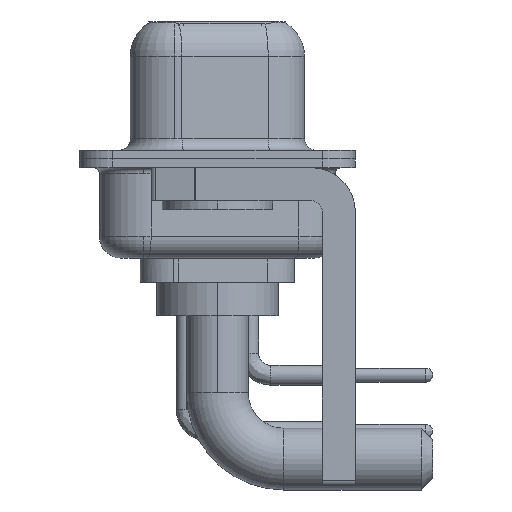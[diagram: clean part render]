
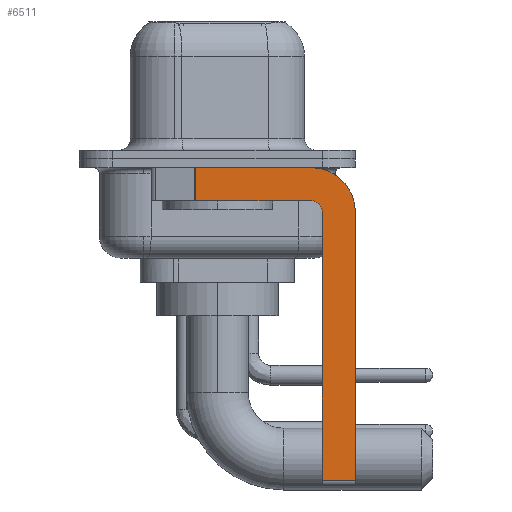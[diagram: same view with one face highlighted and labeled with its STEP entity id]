
A CAD part, left-side view. The second image highlights one B-rep face of the part: STEP entity #6511.
In plain terms, the highlighted planar face has unit normal (-1, 0, 0).
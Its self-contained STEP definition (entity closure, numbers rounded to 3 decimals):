
#10 = CARTESIAN_POINT ( 'NONE',  ( -2.9, -4.25, -2.4 ) ) ;
#206 = EDGE_CURVE ( 'NONE', #5156, #5673, #2996, .T. ) ;
#446 = CARTESIAN_POINT ( 'NONE',  ( -2.9, -4.75, -14.55 ) ) ;
#927 = EDGE_CURVE ( 'NONE', #5156, #6874, #8965, .T. ) ;
#1171 = CARTESIAN_POINT ( 'NONE',  ( -2.9, 0.978, -0.4 ) ) ;
#1342 = PLANE ( 'NONE',  #7470 ) ;
#1395 = DIRECTION ( 'NONE',  ( 0., 1., 0. ) ) ;
#1662 = DIRECTION ( 'NONE',  ( 0., -1., 0. ) ) ;
#1997 = EDGE_CURVE ( 'NONE', #12639, #6874, #6113, .T. ) ;
#2137 = CARTESIAN_POINT ( 'NONE',  ( -2.9, -4.25, -1.9 ) ) ;
#2221 = LINE ( 'NONE', #7603, #6504 ) ;
#2277 = VERTEX_POINT ( 'NONE', #4200 ) ;
#2382 = EDGE_CURVE ( 'NONE', #2277, #12639, #15256, .T. ) ;
#2996 = LINE ( 'NONE', #12679, #3051 ) ;
#3051 = VECTOR ( 'NONE', #1662, 1000. ) ;
#3069 = ORIENTED_EDGE ( 'NONE', *, *, #1997, .F. ) ;
#3642 = DIRECTION ( 'NONE',  ( 0., -1., 0. ) ) ;
#3866 = ORIENTED_EDGE ( 'NONE', *, *, #11989, .F. ) ;
#3946 = DIRECTION ( 'NONE',  ( 0., 0., 1. ) ) ;
#4200 = CARTESIAN_POINT ( 'NONE',  ( -2.9, -4.75, -2.4 ) ) ;
#4589 = ORIENTED_EDGE ( 'NONE', *, *, #9554, .F. ) ;
#4611 = CARTESIAN_POINT ( 'NONE',  ( -2.9, -6.25, -2.4 ) ) ;
#4707 = ORIENTED_EDGE ( 'NONE', *, *, #927, .T. ) ;
#5002 = CARTESIAN_POINT ( 'NONE',  ( -2.9, 0.978, -1.9 ) ) ;
#5156 = VERTEX_POINT ( 'NONE', #1171 ) ;
#5362 = VERTEX_POINT ( 'NONE', #446 ) ;
#5673 = VERTEX_POINT ( 'NONE', #15089 ) ;
#6113 = LINE ( 'NONE', #15585, #14166 ) ;
#6457 = CARTESIAN_POINT ( 'NONE',  ( -2.9, -6.25, -14.55 ) ) ;
#6504 = VECTOR ( 'NONE', #3642, 1000. ) ;
#6511 = ADVANCED_FACE ( 'NONE', ( #8158 ), #1342, .F. ) ;
#6749 = DIRECTION ( 'NONE',  ( 0., 0., -1. ) ) ;
#6842 = VERTEX_POINT ( 'NONE', #17051 ) ;
#6874 = VERTEX_POINT ( 'NONE', #5002 ) ;
#7155 = ORIENTED_EDGE ( 'NONE', *, *, #10802, .T. ) ;
#7470 = AXIS2_PLACEMENT_3D ( 'NONE', #10, #10923, #16365 ) ;
#7603 = CARTESIAN_POINT ( 'NONE',  ( -2.9, -4.25, -14.55 ) ) ;
#7919 = VECTOR ( 'NONE', #13926, 1000. ) ;
#8158 = FACE_OUTER_BOUND ( 'NONE', #16537, .T. ) ;
#8258 = AXIS2_PLACEMENT_3D ( 'NONE', #9875, #10952, #6749 ) ;
#8965 = LINE ( 'NONE', #17080, #13385 ) ;
#9002 = ORIENTED_EDGE ( 'NONE', *, *, #2382, .F. ) ;
#9323 = LINE ( 'NONE', #13173, #9511 ) ;
#9493 = VERTEX_POINT ( 'NONE', #6457 ) ;
#9511 = VECTOR ( 'NONE', #13345, 1000. ) ;
#9554 = EDGE_CURVE ( 'NONE', #5362, #2277, #9323, .T. ) ;
#9875 = CARTESIAN_POINT ( 'NONE',  ( -2.9, -4.25, -2.4 ) ) ;
#10494 = DIRECTION ( 'NONE',  ( 0., 0., -1. ) ) ;
#10802 = EDGE_CURVE ( 'NONE', #5362, #9493, #2221, .T. ) ;
#10923 = DIRECTION ( 'NONE',  ( 1., 0., 0. ) ) ;
#10934 = DIRECTION ( 'NONE',  ( -1., 0., 0. ) ) ;
#10952 = DIRECTION ( 'NONE',  ( 1., 0., 0. ) ) ;
#11520 = ORIENTED_EDGE ( 'NONE', *, *, #15990, .F. ) ;
#11989 = EDGE_CURVE ( 'NONE', #5673, #6842, #15099, .T. ) ;
#12639 = VERTEX_POINT ( 'NONE', #2137 ) ;
#12679 = CARTESIAN_POINT ( 'NONE',  ( -2.9, 3., -0.4 ) ) ;
#12687 = LINE ( 'NONE', #4611, #7919 ) ;
#12703 = AXIS2_PLACEMENT_3D ( 'NONE', #13536, #10934, #3946 ) ;
#13173 = CARTESIAN_POINT ( 'NONE',  ( -2.9, -4.75, -14.8 ) ) ;
#13345 = DIRECTION ( 'NONE',  ( 0., 0., 1. ) ) ;
#13385 = VECTOR ( 'NONE', #10494, 1000. ) ;
#13536 = CARTESIAN_POINT ( 'NONE',  ( -2.9, -4.25, -2.4 ) ) ;
#13696 = ORIENTED_EDGE ( 'NONE', *, *, #206, .F. ) ;
#13926 = DIRECTION ( 'NONE',  ( 0., 0., -1. ) ) ;
#14166 = VECTOR ( 'NONE', #1395, 1000. ) ;
#15089 = CARTESIAN_POINT ( 'NONE',  ( -2.9, -4.25, -0.4 ) ) ;
#15099 = CIRCLE ( 'NONE', #8258, 2. ) ;
#15256 = CIRCLE ( 'NONE', #12703, 0.5 ) ;
#15585 = CARTESIAN_POINT ( 'NONE',  ( -2.9, -4.25, -1.9 ) ) ;
#15990 = EDGE_CURVE ( 'NONE', #6842, #9493, #12687, .T. ) ;
#16365 = DIRECTION ( 'NONE',  ( 0., 0., -1. ) ) ;
#16537 = EDGE_LOOP ( 'NONE', ( #13696, #4707, #3069, #9002, #4589, #7155, #11520, #3866 ) ) ;
#17051 = CARTESIAN_POINT ( 'NONE',  ( -2.9, -6.25, -2.4 ) ) ;
#17080 = CARTESIAN_POINT ( 'NONE',  ( -2.9, 0.978, -1.9 ) ) ;
